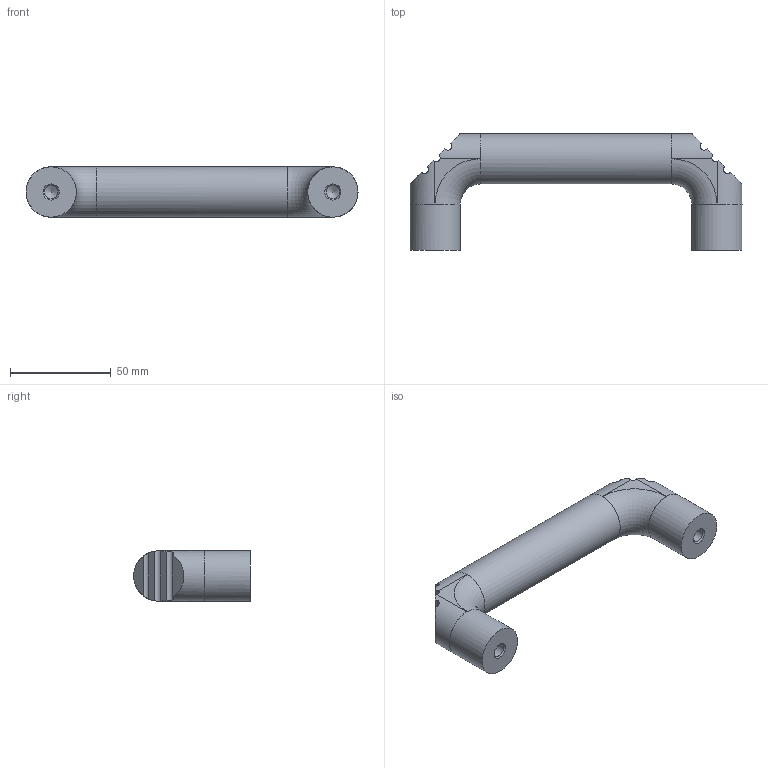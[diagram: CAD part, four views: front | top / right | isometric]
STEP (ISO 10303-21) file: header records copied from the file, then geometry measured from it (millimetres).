
FILE_DESCRIPTION( ( 'STEP AP214' ), '1' );
FILE_NAME( 'K0188.114008.stp', '2020-11-26T11:35:39', ( '' ), ( '' ), ' ', 'PARTsolutions', ' ' );
FILE_SCHEMA( ( 'AUTOMOTIVE_DESIGN { 1 0 10303 214 1 1 1 1 }' ) );
Length unit declared in the file: millimetre
Products named in the file (1): _K0188.114008
Bounding box: 165 x 58 x 25 mm (x, y, z)
Volume: 102737.9 mm3; surface area: 18876.4 mm2
Topology: 1 solids, 1 shells, 41 faces, 104 edges, 65 vertices
Faces by surface type: plane 20, cylinder 15, cone 4, torus 2
Full cylindrical faces by diameter (mm): 6.647 x2, 25 x3
Entity records: 1734 total; most frequent: CARTESIAN_POINT 462, DIRECTION 200, ORIENTED_EDGE 180, EDGE_CURVE 90, AXIS2_PLACEMENT_3D 84, VERTEX_POINT 62, EDGE_LOOP 50, FACE_OUTER_BOUND 46
